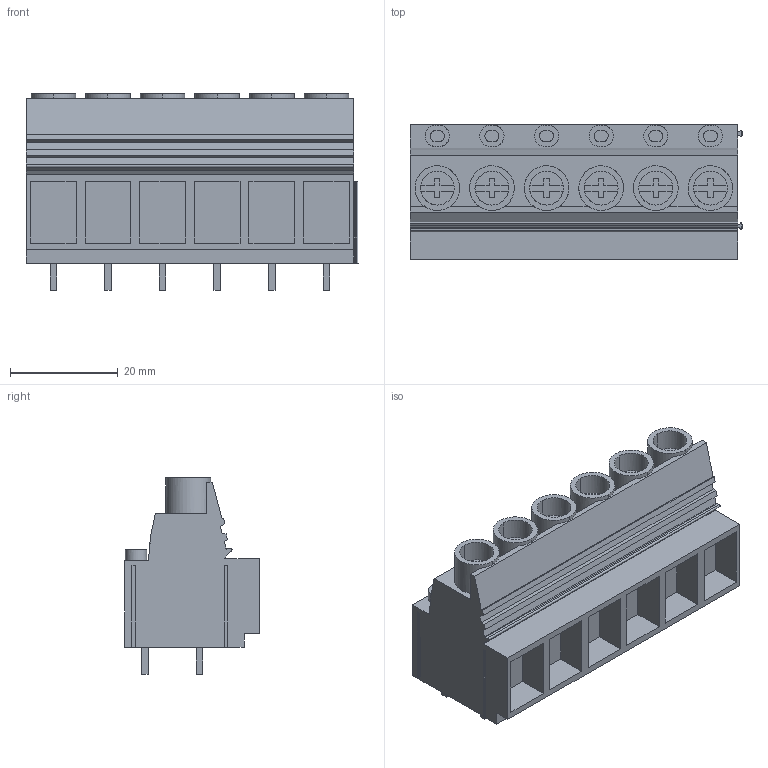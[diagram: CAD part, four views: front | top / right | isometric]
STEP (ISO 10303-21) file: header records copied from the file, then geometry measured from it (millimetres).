
FILE_DESCRIPTION(('CATIA V5 STEP Exchange','CAx-IF Rec.Pracs.--- Model Styling and Organization---1.2---2011-12-15'),'2;1');
FILE_NAME ('D1461498_0_2014150000_2014150000.stp','2018-03-22T17:35:32+00:00',('none'),('Weidmueller'),'CATIA Version 5-6 Release 2014','CATIA V5 STEP AP214','none');
FILE_SCHEMA(('AUTOMOTIVE_DESIGN { 1 0 10303 214 1 1 1 1 }'));
Length unit declared in the file: millimetre
Products named in the file (1): 2014150000
Bounding box: 61.76 x 25.07 x 36.5 mm (x, y, z)
Volume: 28242.2 mm3; surface area: 13284.6 mm2
Topology: 19 solids, 19 shells, 542 faces, 1468 edges, 994 vertices
Faces by surface type: plane 445, cylinder 88, extrusion 9
Entity records: 16270 total; most frequent: CARTESIAN_POINT 3417, ORIENTED_EDGE 2936, DIRECTION 2096, EDGE_CURVE 1468, VECTOR 1247, LINE 1238, VERTEX_POINT 994, EDGE_LOOP 572
